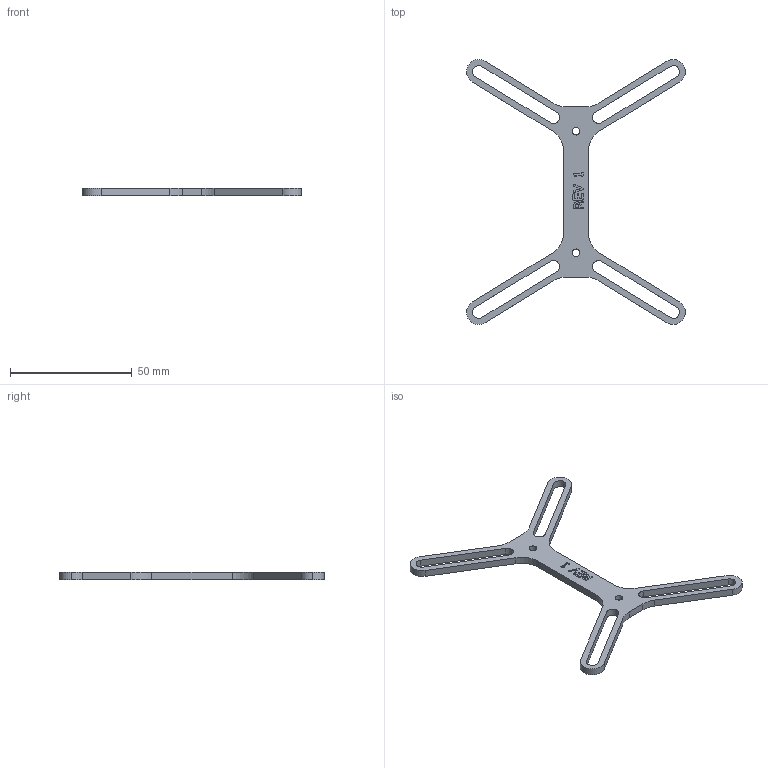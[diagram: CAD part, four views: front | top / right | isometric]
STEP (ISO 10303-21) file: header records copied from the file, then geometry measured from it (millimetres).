
FILE_DESCRIPTION (( 'STEP AP214' ), '1' );
FILE_NAME ('Bumper Rev 1.STEP', '2024-02-26T16:59:47', ( '' ), ( '' ), 'SwSTEP 2.0', 'SolidWorks 2020', '' );
FILE_SCHEMA (( 'AUTOMOTIVE_DESIGN' ));
Length unit declared in the file: millimetre
Products named in the file (1): Bumper Rev 1
Bounding box: 90.01 x 108.93 x 3 mm (x, y, z)
Volume: 5127.2 mm3; surface area: 6029.7 mm2
Topology: 1 solids, 1 shells, 147 faces, 420 edges, 280 vertices
Faces by surface type: bspline 79, plane 38, cylinder 30
Entity records: 7138 total; most frequent: CARTESIAN_POINT 3727, ORIENTED_EDGE 840, DIRECTION 460, EDGE_CURVE 420, VERTEX_POINT 280, LINE 202, VECTOR 202, EDGE_LOOP 164
